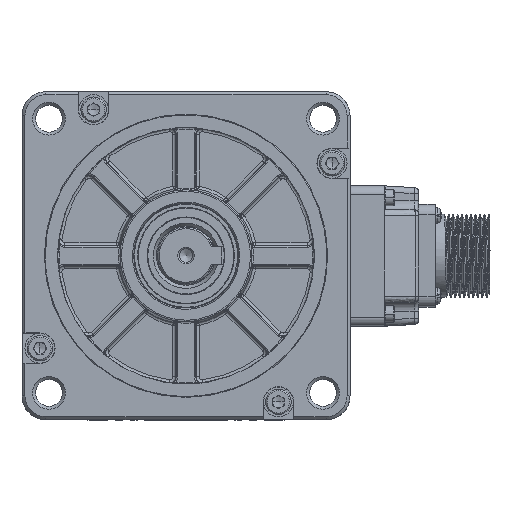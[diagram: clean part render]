
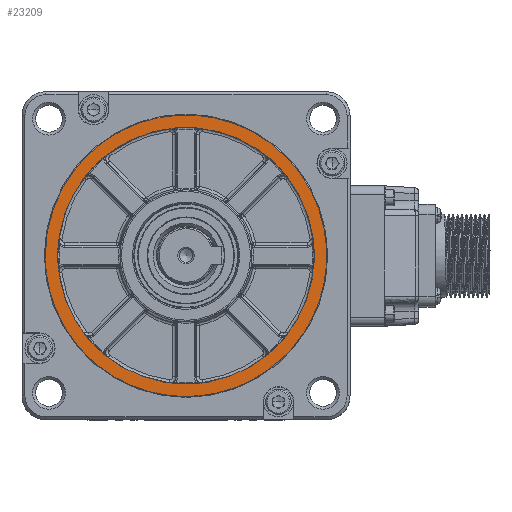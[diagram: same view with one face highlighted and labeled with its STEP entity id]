
A CAD part, top view. The second image highlights one B-rep face of the part: STEP entity #23209.
In plain terms, the highlighted planar face has unit normal (0, 0, 1).
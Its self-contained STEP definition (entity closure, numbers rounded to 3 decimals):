
#21464=CARTESIAN_POINT('',(-65.384,248.61,89.));
#21465=VERTEX_POINT('',#21464);
#21475=CARTESIAN_POINT('',(-65.384,248.61,89.));
#21476=CARTESIAN_POINT('',(-65.384,295.81,89.));
#21477=CARTESIAN_POINT('',(-18.184,295.81,89.));
#21478=CARTESIAN_POINT('',(29.016,295.81,89.));
#21479=CARTESIAN_POINT('',(29.016,248.61,89.));
#21480=CARTESIAN_POINT('',(29.016,243.961,89.));
#21481=CARTESIAN_POINT('',(28.109,239.401,89.));
#21482=CARTESIAN_POINT('',(27.202,234.842,89.));
#21483=CARTESIAN_POINT('',(25.423,230.547,89.));
#21484=CARTESIAN_POINT('',(23.644,226.252,89.));
#21485=CARTESIAN_POINT('',(21.061,222.387,89.));
#21486=CARTESIAN_POINT('',(18.479,218.521,89.));
#21487=CARTESIAN_POINT('',(15.191,215.234,89.));
#21488=CARTESIAN_POINT('',(11.904,211.947,89.));
#21489=CARTESIAN_POINT('',(8.039,209.364,89.));
#21490=CARTESIAN_POINT('',(4.174,206.782,89.));
#21491=CARTESIAN_POINT('',(-0.121,205.003,89.));
#21492=CARTESIAN_POINT('',(-4.416,203.224,89.));
#21493=CARTESIAN_POINT('',(-8.976,202.317,89.));
#21494=CARTESIAN_POINT('',(-13.535,201.41,89.));
#21495=CARTESIAN_POINT('',(-18.184,201.41,89.));
#21496=CARTESIAN_POINT('',(-22.833,201.41,89.));
#21497=CARTESIAN_POINT('',(-27.392,202.317,89.));
#21498=CARTESIAN_POINT('',(-31.952,203.224,89.));
#21499=CARTESIAN_POINT('',(-36.247,205.003,89.));
#21500=CARTESIAN_POINT('',(-40.542,206.782,89.));
#21501=CARTESIAN_POINT('',(-44.407,209.364,89.));
#21502=CARTESIAN_POINT('',(-48.272,211.947,89.));
#21503=CARTESIAN_POINT('',(-51.559,215.234,89.));
#21504=CARTESIAN_POINT('',(-54.847,218.521,89.));
#21505=CARTESIAN_POINT('',(-57.429,222.387,89.));
#21506=CARTESIAN_POINT('',(-60.012,226.252,89.));
#21507=CARTESIAN_POINT('',(-61.791,230.547,89.));
#21508=CARTESIAN_POINT('',(-63.57,234.842,89.));
#21509=CARTESIAN_POINT('',(-64.477,239.401,89.));
#21510=CARTESIAN_POINT('',(-65.384,243.961,89.));
#21511=CARTESIAN_POINT('',(-65.384,248.61,89.));
#21512=(BOUNDED_CURVE()B_SPLINE_CURVE(2,(#21475,#21476,#21477,#21478,#21479,#21480,#21481,#21482,#21483,#21484,#21485,#21486,#21487,#21488,#21489,#21490,#21491,#21492,#21493,#21494,#21495,#21496,#21497,#21498,#21499,#21500,#21501,#21502,#21503,#21504,#21505,#21506,#21507,#21508,#21509,#21510,#21511),.UNSPECIFIED.,.T.,.U.)B_SPLINE_CURVE_WITH_KNOTS((3,2,2,2,2,2,2,2,2,2,2,2,2,2,2,2,2,2,3),(0.,0.5,1.,1.07,1.139,1.209,1.279,1.348,1.418,1.488,1.557,1.627,1.696,1.766,1.836,1.905,1.975,2.045,2.114),.UNSPECIFIED.)CURVE()GEOMETRIC_REPRESENTATION_ITEM()RATIONAL_B_SPLINE_CURVE((1.,0.707,1.,0.707,1.,1.,1.,1.,1.,1.,1.,1.,1.,1.,1.,1.,1.,1.,1.,1.,1.,1.,1.,1.,1.,1.,1.,1.,1.,1.,1.,1.,1.,1.,1.,1.,1.))REPRESENTATION_ITEM(''));
#21513=EDGE_CURVE('',#21465,#21465,#21512,.T.);
#23152=CARTESIAN_POINT('',(-18.184,248.61,89.));
#23153=DIRECTION('',(1.,0.,0.));
#23154=DIRECTION('',(0.,0.,1.));
#23155=AXIS2_PLACEMENT_3D('',#23152,#23154,#23153);
#23156=PLANE('',#23155);
#23157=ORIENTED_EDGE('',*,*,#21513,.F.);
#23158=EDGE_LOOP('',(#23157));
#23159=FACE_OUTER_BOUND('',#23158,.T.);
#23160=CARTESIAN_POINT('',(-61.184,248.61,89.));
#23161=VERTEX_POINT('',#23160);
#23162=CARTESIAN_POINT('',(24.816,248.61,89.));
#23163=VERTEX_POINT('',#23162);
#23164=CARTESIAN_POINT('',(-61.184,248.61,89.));
#23165=CARTESIAN_POINT('',(-61.184,252.845,89.));
#23166=CARTESIAN_POINT('',(-60.358,256.999,89.));
#23167=CARTESIAN_POINT('',(-59.532,261.152,89.));
#23168=CARTESIAN_POINT('',(-57.911,265.065,89.));
#23169=CARTESIAN_POINT('',(-56.29,268.978,89.));
#23170=CARTESIAN_POINT('',(-53.937,272.499,89.));
#23171=CARTESIAN_POINT('',(-51.584,276.021,89.));
#23172=CARTESIAN_POINT('',(-48.59,279.015,89.));
#23173=CARTESIAN_POINT('',(-45.595,282.01,89.));
#23174=CARTESIAN_POINT('',(-42.074,284.363,89.));
#23175=CARTESIAN_POINT('',(-38.552,286.716,89.));
#23176=CARTESIAN_POINT('',(-34.639,288.336,89.));
#23177=CARTESIAN_POINT('',(-30.727,289.957,89.));
#23178=CARTESIAN_POINT('',(-26.573,290.783,89.));
#23179=CARTESIAN_POINT('',(-22.419,291.61,89.));
#23180=CARTESIAN_POINT('',(-18.184,291.61,89.));
#23181=CARTESIAN_POINT('',(-13.949,291.61,89.));
#23182=CARTESIAN_POINT('',(-9.795,290.783,89.));
#23183=CARTESIAN_POINT('',(-5.641,289.957,89.));
#23184=CARTESIAN_POINT('',(-1.729,288.336,89.));
#23185=CARTESIAN_POINT('',(2.184,286.716,89.));
#23186=CARTESIAN_POINT('',(5.705,284.363,89.));
#23187=CARTESIAN_POINT('',(9.227,282.01,89.));
#23188=CARTESIAN_POINT('',(12.222,279.015,89.));
#23189=CARTESIAN_POINT('',(15.216,276.021,89.));
#23190=CARTESIAN_POINT('',(17.569,272.499,89.));
#23191=CARTESIAN_POINT('',(19.922,268.978,89.));
#23192=CARTESIAN_POINT('',(21.543,265.065,89.));
#23193=CARTESIAN_POINT('',(23.163,261.152,89.));
#23194=CARTESIAN_POINT('',(23.99,256.999,89.));
#23195=CARTESIAN_POINT('',(24.816,252.845,89.));
#23196=CARTESIAN_POINT('',(24.816,248.61,89.));
#23197=B_SPLINE_CURVE_WITH_KNOTS('',2,(#23164,#23165,#23166,#23167,#23168,#23169,#23170,#23171,#23172,#23173,#23174,#23175,#23176,#23177,#23178,#23179,#23180,#23181,#23182,#23183,#23184,#23185,#23186,#23187,#23188,#23189,#23190,#23191,#23192,#23193,#23194,#23195,#23196),.UNSPECIFIED.,.F.,.U.,(3,2,2,2,2,2,2,2,2,2,2,2,2,2,2,2,3),(0.5,0.531,0.563,0.594,0.625,0.656,0.688,0.719,0.75,0.781,0.813,0.844,0.875,0.906,0.938,0.969,1.),.UNSPECIFIED.);
#23198=EDGE_CURVE('',#23161,#23163,#23197,.T.);
#23199=ORIENTED_EDGE('',*,*,#23198,.T.);
#23200=CARTESIAN_POINT('',(-18.184,248.61,89.));
#23201=DIRECTION('',(1.,0.,0.));
#23202=DIRECTION('',(0.,0.,-1.));
#23203=AXIS2_PLACEMENT_3D('',#23200,#23202,#23201);
#23204=CIRCLE('',#23203,43.);
#23205=EDGE_CURVE('',#23163,#23161,#23204,.T.);
#23206=ORIENTED_EDGE('',*,*,#23205,.T.);
#23207=EDGE_LOOP('',(#23199,#23206));
#23208=FACE_BOUND('',#23207,.T.);
#23209=ADVANCED_FACE('',(#23159,#23208),#23156,.T.);
